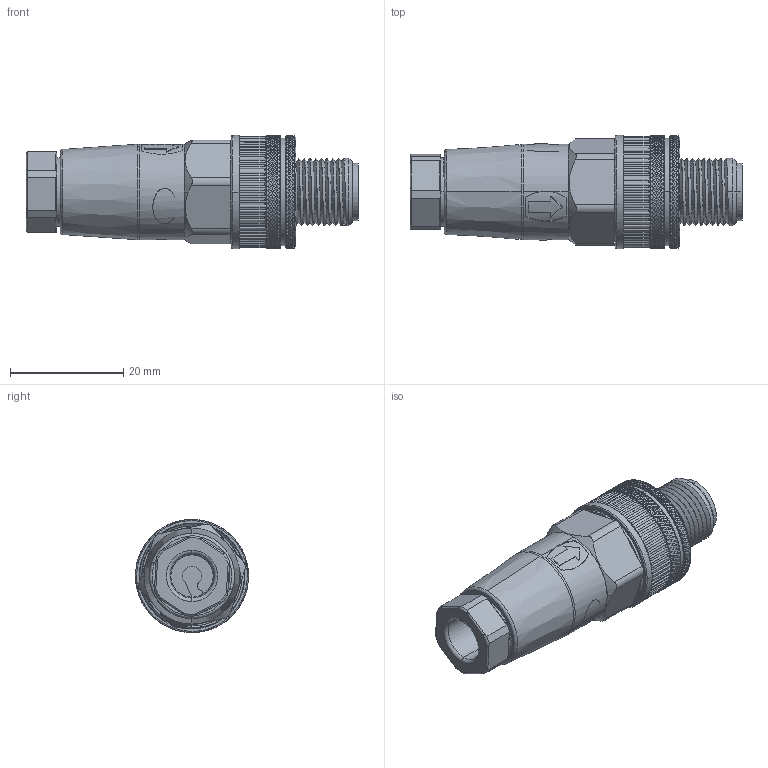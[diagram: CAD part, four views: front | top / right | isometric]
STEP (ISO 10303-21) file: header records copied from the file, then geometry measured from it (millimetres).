
FILE_DESCRIPTION (( 'STEP AP203' ), '1' );
FILE_NAME ('P160-161-PG7.STEP', '2020-03-31T04:00:52', ( 'edpusr' ), ( 'Microsoft' ), 'SwSTEP 2.0', 'SolidWorks 2015', '' );
FILE_SCHEMA (( 'CONFIG_CONTROL_DESIGN' ));
Products named in the file (1): P160-161-PG7
Bounding box: 58.73 x 20 x 20 mm (x, y, z)
Surface area: 10228.5 mm2 (no closed solid volume)
Topology: 0 solids, 7 shells, 5573 faces, 14093 edges, 8548 vertices
Faces by surface type: bspline 3553, cylinder 1143, plane 833, cone 33, torus 11
Entity records: 305635 total; most frequent: CARTESIAN_POINT 203988, ORIENTED_EDGE 28160, EDGE_CURVE 14083, B_SPLINE_CURVE_WITH_KNOTS 9879, DIRECTION 9212, VERTEX_POINT 8548, EDGE_LOOP 5609, FACE_OUTER_BOUND 5572
